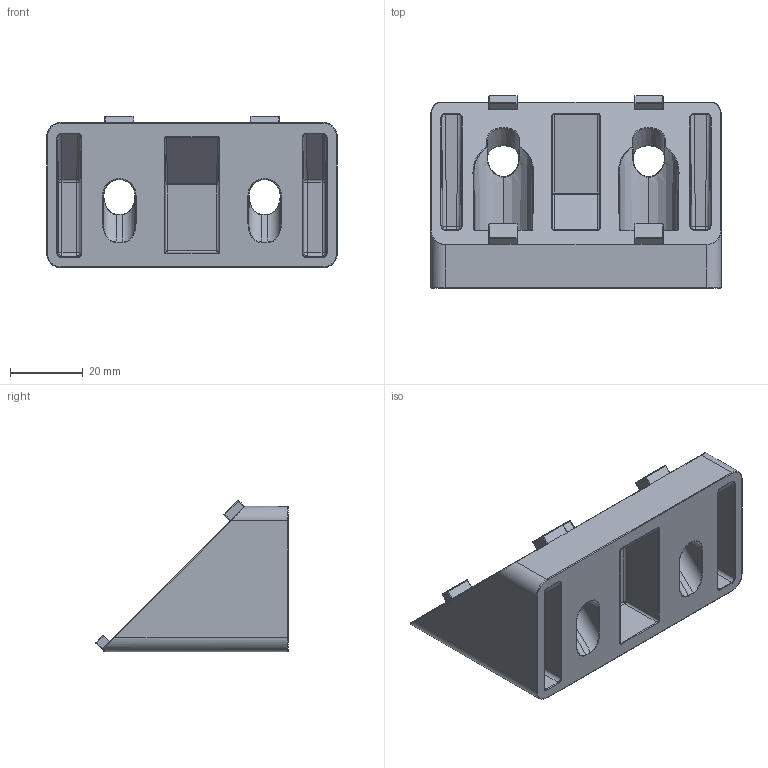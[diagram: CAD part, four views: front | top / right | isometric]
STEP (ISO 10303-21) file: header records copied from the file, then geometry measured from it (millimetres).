
FILE_DESCRIPTION (( 'STEP AP203' ), '1' );
FILE_NAME ('151218.step', '2021-06-03T16:37:22', ( '' ), ( '' ), 'SwSTEP 2.0', 'SolidWorks 2021', '' );
FILE_SCHEMA (( 'CONFIG_CONTROL_DESIGN' ));
Length unit declared in the file: millimetre
Products named in the file (1): 151218
Bounding box: 80 x 52.98 x 41.68 mm (x, y, z)
Volume: 62985.1 mm3; surface area: 23654.9 mm2
Topology: 1 solids, 1 shells, 431 faces, 1019 edges, 558 vertices
Faces by surface type: cylinder 170, bspline 98, plane 75, sphere 48, torus 28, cone 12
Entity records: 14859 total; most frequent: CARTESIAN_POINT 5869, ORIENTED_EDGE 1958, DIRECTION 1805, EDGE_CURVE 979, AXIS2_PLACEMENT_3D 716, VERTEX_POINT 554, EDGE_LOOP 443, FACE_OUTER_BOUND 431
